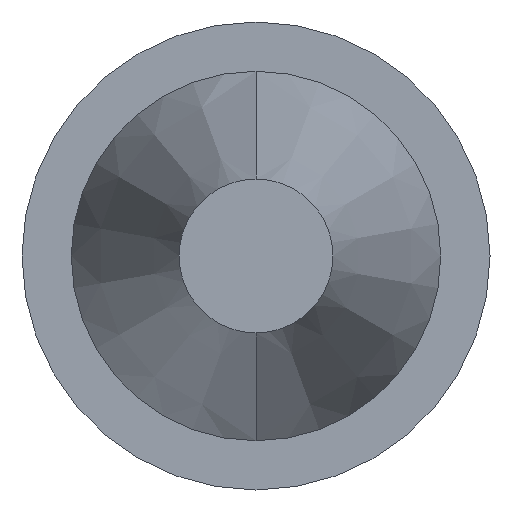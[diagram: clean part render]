
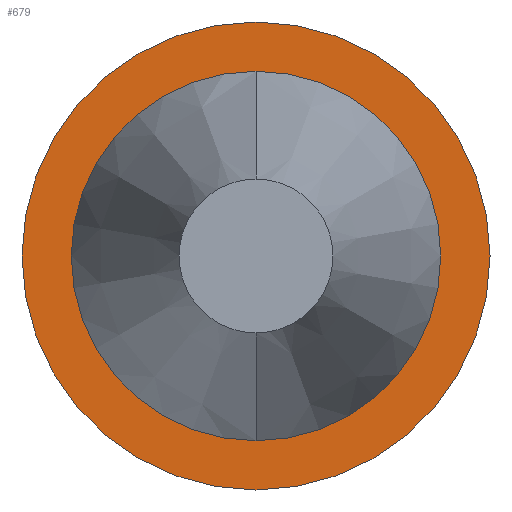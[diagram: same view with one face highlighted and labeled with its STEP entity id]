
A CAD part, front view. The second image highlights one B-rep face of the part: STEP entity #679.
In plain terms, the highlighted planar face has unit normal (0, -1, 0).
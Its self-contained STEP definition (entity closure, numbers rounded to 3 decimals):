
#28 = ORIENTED_EDGE ( 'NONE', *, *, #153, .F. ) ;
#82 = AXIS2_PLACEMENT_3D ( 'NONE', #1331, #1599, #920 ) ;
#153 = EDGE_CURVE ( 'NONE', #1055, #295, #912, .T. ) ;
#178 = CARTESIAN_POINT ( 'NONE',  ( 0., 0., -3.8 ) ) ;
#261 = ORIENTED_EDGE ( 'NONE', *, *, #1720, .T. ) ;
#295 = VERTEX_POINT ( 'NONE', #390 ) ;
#339 = CIRCLE ( 'NONE', #82, 3.8 ) ;
#355 = CARTESIAN_POINT ( 'NONE',  ( 0., 0., 0. ) ) ;
#390 = CARTESIAN_POINT ( 'NONE',  ( 0., 0., 3.8 ) ) ;
#422 = VERTEX_POINT ( 'NONE', #1011 ) ;
#507 = DIRECTION ( 'NONE',  ( 0., 1., 0. ) ) ;
#556 = FACE_BOUND ( 'NONE', #942, .T. ) ;
#589 = EDGE_LOOP ( 'NONE', ( #28, #1441 ) ) ;
#647 = CARTESIAN_POINT ( 'NONE',  ( 0., 0., 0. ) ) ;
#679 = ADVANCED_FACE ( 'NONE', ( #556, #1639 ), #1063, .F. ) ;
#687 = EDGE_CURVE ( 'NONE', #878, #422, #1110, .T. ) ;
#755 = DIRECTION ( 'NONE',  ( 0., 0., 1. ) ) ;
#816 = DIRECTION ( 'NONE',  ( 0., 1., 0. ) ) ;
#860 = AXIS2_PLACEMENT_3D ( 'NONE', #1069, #816, #1203 ) ;
#878 = VERTEX_POINT ( 'NONE', #1479 ) ;
#912 = CIRCLE ( 'NONE', #1711, 3.8 ) ;
#920 = DIRECTION ( 'NONE',  ( 0., 0., 1. ) ) ;
#921 = CARTESIAN_POINT ( 'NONE',  ( 0., 0., 0. ) ) ;
#942 = EDGE_LOOP ( 'NONE', ( #261, #1398 ) ) ;
#1011 = CARTESIAN_POINT ( 'NONE',  ( 0., 0., 2. ) ) ;
#1055 = VERTEX_POINT ( 'NONE', #178 ) ;
#1058 = DIRECTION ( 'NONE',  ( 0., 0., 1. ) ) ;
#1063 = PLANE ( 'NONE',  #1675 ) ;
#1069 = CARTESIAN_POINT ( 'NONE',  ( 0., 0., 0. ) ) ;
#1071 = DIRECTION ( 'NONE',  ( 0., 1., 0. ) ) ;
#1110 = CIRCLE ( 'NONE', #1701, 2. ) ;
#1164 = DIRECTION ( 'NONE',  ( 0., 1., 0. ) ) ;
#1200 = DIRECTION ( 'NONE',  ( 0., 0., 1. ) ) ;
#1203 = DIRECTION ( 'NONE',  ( 0., 0., 1. ) ) ;
#1331 = CARTESIAN_POINT ( 'NONE',  ( 0., 0., 0. ) ) ;
#1349 = CIRCLE ( 'NONE', #860, 2. ) ;
#1398 = ORIENTED_EDGE ( 'NONE', *, *, #687, .T. ) ;
#1441 = ORIENTED_EDGE ( 'NONE', *, *, #1721, .F. ) ;
#1479 = CARTESIAN_POINT ( 'NONE',  ( 0., 0., -2. ) ) ;
#1599 = DIRECTION ( 'NONE',  ( 0., 1., 0. ) ) ;
#1639 = FACE_OUTER_BOUND ( 'NONE', #589, .T. ) ;
#1675 = AXIS2_PLACEMENT_3D ( 'NONE', #647, #507, #1200 ) ;
#1701 = AXIS2_PLACEMENT_3D ( 'NONE', #921, #1071, #1058 ) ;
#1711 = AXIS2_PLACEMENT_3D ( 'NONE', #355, #1164, #755 ) ;
#1720 = EDGE_CURVE ( 'NONE', #422, #878, #1349, .T. ) ;
#1721 = EDGE_CURVE ( 'NONE', #295, #1055, #339, .T. ) ;
